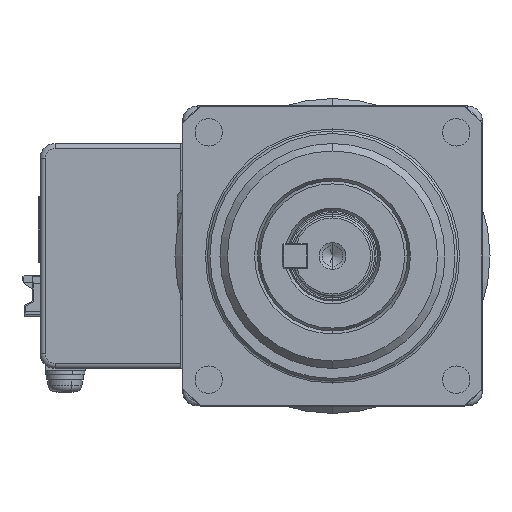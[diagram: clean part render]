
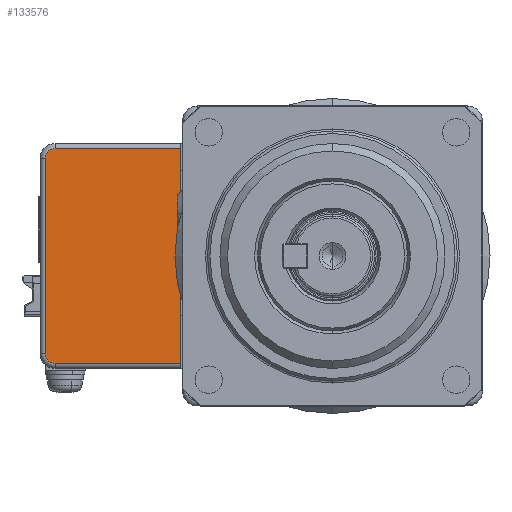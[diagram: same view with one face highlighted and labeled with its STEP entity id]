
A CAD part, left-side view. The second image highlights one B-rep face of the part: STEP entity #133576.
In plain terms, the highlighted planar face has unit normal (-1, 0, 0).
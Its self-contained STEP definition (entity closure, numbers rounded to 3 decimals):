
#24 = VECTOR ( 'NONE', #78677, 1000. ) ;
#633 = DIRECTION ( 'NONE',  ( 0., 0., -1. ) ) ;
#1690 = DIRECTION ( 'NONE',  ( 1., 0., 0. ) ) ;
#4009 = DIRECTION ( 'NONE',  ( 0., 0., -1. ) ) ;
#4155 = EDGE_LOOP ( 'NONE', ( #64387, #133164, #38712, #107434, #91524, #12141 ) ) ;
#6177 = LINE ( 'NONE', #122172, #70416 ) ;
#7874 = EDGE_CURVE ( 'NONE', #28787, #53627, #23650, .T. ) ;
#10226 = CIRCLE ( 'NONE', #114816, 2. ) ;
#12141 = ORIENTED_EDGE ( 'NONE', *, *, #95661, .T. ) ;
#13506 = EDGE_CURVE ( 'NONE', #47390, #75480, #69563, .T. ) ;
#17015 = LINE ( 'NONE', #76809, #24 ) ;
#22400 = CARTESIAN_POINT ( 'NONE',  ( -47., 85.5, -49.5 ) ) ;
#23650 = LINE ( 'NONE', #92652, #86096 ) ;
#28787 = VERTEX_POINT ( 'NONE', #45401 ) ;
#31179 = VERTEX_POINT ( 'NONE', #125710 ) ;
#34743 = CARTESIAN_POINT ( 'NONE',  ( -47., 85.5, -10.5 ) ) ;
#38712 = ORIENTED_EDGE ( 'NONE', *, *, #13506, .T. ) ;
#45401 = CARTESIAN_POINT ( 'NONE',  ( -47., 60.5, -8.5 ) ) ;
#47390 = VERTEX_POINT ( 'NONE', #48242 ) ;
#48242 = CARTESIAN_POINT ( 'NONE',  ( -47., 85.5, -8.5 ) ) ;
#51473 = EDGE_CURVE ( 'NONE', #75480, #86514, #136456, .T. ) ;
#53579 = CARTESIAN_POINT ( 'NONE',  ( -47., 87.5, -49.5 ) ) ;
#53627 = VERTEX_POINT ( 'NONE', #65766 ) ;
#58046 = CARTESIAN_POINT ( 'NONE',  ( -47., 87.5, 0. ) ) ;
#62513 = EDGE_CURVE ( 'NONE', #86514, #31179, #10226, .T. ) ;
#64387 = ORIENTED_EDGE ( 'NONE', *, *, #7874, .F. ) ;
#64629 = PLANE ( 'NONE',  #88694 ) ;
#65766 = CARTESIAN_POINT ( 'NONE',  ( -47., 60.5, -51.5 ) ) ;
#69563 = CIRCLE ( 'NONE', #113583, 2. ) ;
#70318 = CARTESIAN_POINT ( 'NONE',  ( -47., 87.5, -10.5 ) ) ;
#70416 = VECTOR ( 'NONE', #99573, 1000. ) ;
#75480 = VERTEX_POINT ( 'NONE', #70318 ) ;
#75798 = DIRECTION ( 'NONE',  ( -1., 0., 0. ) ) ;
#76809 = CARTESIAN_POINT ( 'NONE',  ( -47., 0., -51.5 ) ) ;
#78677 = DIRECTION ( 'NONE',  ( 0., -1., 0. ) ) ;
#86096 = VECTOR ( 'NONE', #136509, 1000. ) ;
#86514 = VERTEX_POINT ( 'NONE', #53579 ) ;
#88694 = AXIS2_PLACEMENT_3D ( 'NONE', #108950, #1690, #140088 ) ;
#89937 = DIRECTION ( 'NONE',  ( -1., 0., 0. ) ) ;
#90108 = DIRECTION ( 'NONE',  ( 0., 0., -1. ) ) ;
#91475 = EDGE_CURVE ( 'NONE', #28787, #47390, #6177, .T. ) ;
#91524 = ORIENTED_EDGE ( 'NONE', *, *, #62513, .T. ) ;
#92652 = CARTESIAN_POINT ( 'NONE',  ( -47., 60.5, 0. ) ) ;
#95661 = EDGE_CURVE ( 'NONE', #31179, #53627, #17015, .T. ) ;
#99348 = VECTOR ( 'NONE', #90108, 1000. ) ;
#99573 = DIRECTION ( 'NONE',  ( 0., 1., 0. ) ) ;
#107434 = ORIENTED_EDGE ( 'NONE', *, *, #51473, .T. ) ;
#108950 = CARTESIAN_POINT ( 'NONE',  ( -47., 0., 0. ) ) ;
#113583 = AXIS2_PLACEMENT_3D ( 'NONE', #34743, #89937, #4009 ) ;
#114816 = AXIS2_PLACEMENT_3D ( 'NONE', #22400, #75798, #633 ) ;
#122172 = CARTESIAN_POINT ( 'NONE',  ( -47., 85.5, -8.5 ) ) ;
#125710 = CARTESIAN_POINT ( 'NONE',  ( -47., 85.5, -51.5 ) ) ;
#131789 = FACE_OUTER_BOUND ( 'NONE', #4155, .T. ) ;
#133164 = ORIENTED_EDGE ( 'NONE', *, *, #91475, .T. ) ;
#133576 = ADVANCED_FACE ( 'NONE', ( #131789 ), #64629, .F. ) ;
#136456 = LINE ( 'NONE', #58046, #99348 ) ;
#136509 = DIRECTION ( 'NONE',  ( 0., 0., -1. ) ) ;
#140088 = DIRECTION ( 'NONE',  ( 0., 0., -1. ) ) ;
